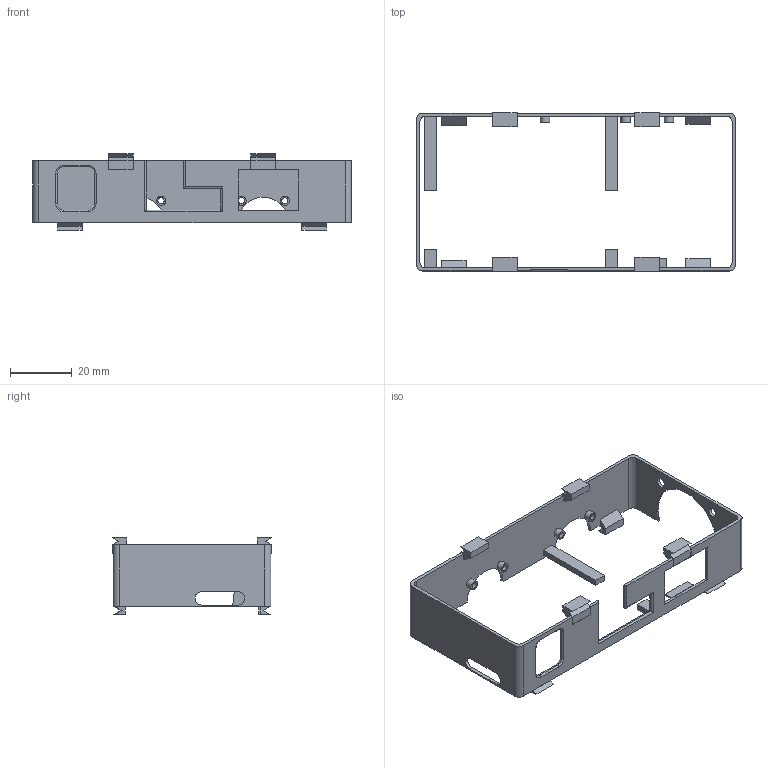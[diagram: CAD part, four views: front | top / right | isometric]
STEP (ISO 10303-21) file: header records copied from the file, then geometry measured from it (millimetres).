
FILE_DESCRIPTION(('FreeCAD Model'),'2;1');
FILE_NAME('Open CASCADE Shape Model','2025-06-17T13:45:27',(''),(''), 'Open CASCADE STEP processor 7.8','FreeCAD','Unknown');
FILE_SCHEMA(('AUTOMOTIVE_DESIGN { 1 0 10303 214 1 1 1 1 }'));
Length unit declared in the file: millimetre
Products named in the file (1): BodyRadxa
Bounding box: 103 x 51.1 x 24.75 mm (x, y, z)
Volume: 5883.5 mm3; surface area: 11935.2 mm2
Topology: 1 solids, 1 shells, 170 faces, 478 edges, 315 vertices
Faces by surface type: plane 126, cylinder 38, torus 6
Full cylindrical faces by diameter (mm): 2 x4, 3 x4, 3.2 x2
Entity records: 11902 total; most frequent: CARTESIAN_POINT 2168, DIRECTION 1836, LINE 1269, VECTOR 1269, ORIENTED_EDGE 956, PCURVE 956, DEFINITIONAL_REPRESENTATION 956, EDGE_CURVE 478
